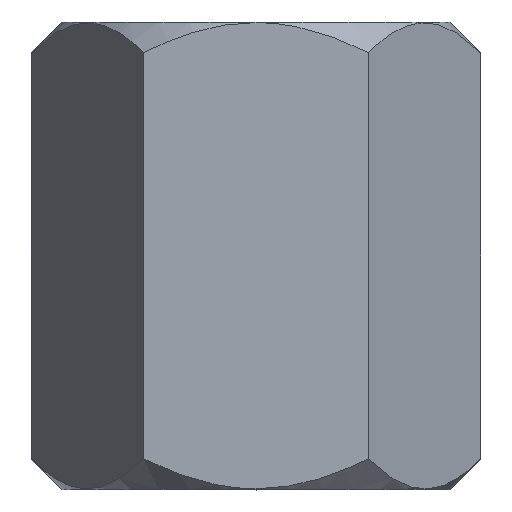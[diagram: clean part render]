
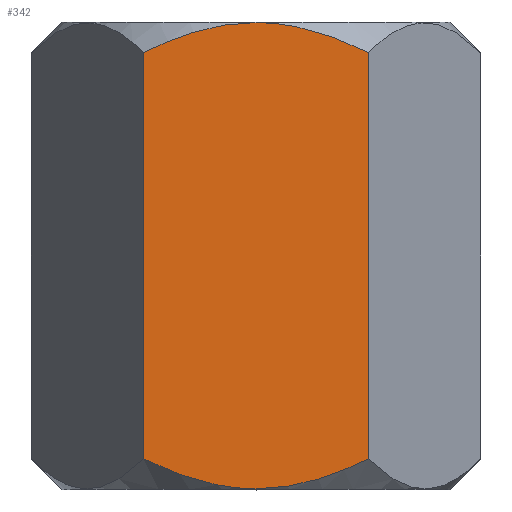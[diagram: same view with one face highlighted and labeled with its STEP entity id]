
A CAD part, top view. The second image highlights one B-rep face of the part: STEP entity #342.
In plain terms, the highlighted planar face has unit normal (0, 0, 1).
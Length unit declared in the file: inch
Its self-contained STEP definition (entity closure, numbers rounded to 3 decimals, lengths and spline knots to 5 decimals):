
#2 = B_SPLINE_CURVE_WITH_KNOTS ( 'NONE', 3,
 ( #664, #666, #657, #656, #655, #654 ),
 .UNSPECIFIED., .F., .F.,
 ( 4, 2, 4 ),
 ( 0.00146, 0.00217, 0.00289 ),
 .UNSPECIFIED. ) ;
#10 = B_SPLINE_CURVE_WITH_KNOTS ( 'NONE', 3,
 ( #638, #636, #620, #619, #618, #617 ),
 .UNSPECIFIED., .F., .F.,
 ( 4, 2, 4 ),
 ( 0.00321, 0.00392, 0.00463 ),
 .UNSPECIFIED. ) ;
#19 = B_SPLINE_CURVE_WITH_KNOTS ( 'NONE', 3,
 ( #515, #516, #500, #498, #497, #494 ),
 .UNSPECIFIED., .F., .F.,
 ( 4, 2, 4 ),
 ( 0.00178, 0.00249, 0.00321 ),
 .UNSPECIFIED. ) ;
#23 = B_SPLINE_CURVE_WITH_KNOTS ( 'NONE', 3,
 ( #501, #502, #488, #487, #486, #485 ),
 .UNSPECIFIED., .F., .F.,
 ( 4, 2, 4 ),
 ( 0.00289, 0.0036, 0.00431 ),
 .UNSPECIFIED. ) ;
#35 = ORIENTED_EDGE ( 'NONE', *, *, #300, .T. ) ;
#73 = VERTEX_POINT ( 'NONE', #567 ) ;
#78 = EDGE_LOOP ( 'NONE', ( #83, #132, #109, #89, #35, #156 ) ) ;
#83 = ORIENTED_EDGE ( 'NONE', *, *, #320, .T. ) ;
#87 = FACE_OUTER_BOUND ( 'NONE', #78, .T. ) ;
#89 = ORIENTED_EDGE ( 'NONE', *, *, #323, .F. ) ;
#90 = VERTEX_POINT ( 'NONE', #529 ) ;
#100 = VERTEX_POINT ( 'NONE', #569 ) ;
#109 = ORIENTED_EDGE ( 'NONE', *, *, #303, .T. ) ;
#120 = VERTEX_POINT ( 'NONE', #520 ) ;
#132 = ORIENTED_EDGE ( 'NONE', *, *, #322, .T. ) ;
#138 = VERTEX_POINT ( 'NONE', #571 ) ;
#156 = ORIENTED_EDGE ( 'NONE', *, *, #324, .T. ) ;
#167 = VECTOR ( 'NONE', #492, 39.37008 ) ;
#170 = VECTOR ( 'NONE', #519, 39.37008 ) ;
#171 = LINE ( 'NONE', #521, #170 ) ;
#184 = LINE ( 'NONE', #493, #167 ) ;
#226 = VERTEX_POINT ( 'NONE', #489 ) ;
#252 = AXIS2_PLACEMENT_3D ( 'NONE', #411, #398, #397 ) ;
#300 = EDGE_CURVE ( 'NONE', #138, #90, #2, .T. ) ;
#303 = EDGE_CURVE ( 'NONE', #73, #120, #10, .T. ) ;
#320 = EDGE_CURVE ( 'NONE', #226, #100, #171, .T. ) ;
#322 = EDGE_CURVE ( 'NONE', #100, #73, #19, .T. ) ;
#323 = EDGE_CURVE ( 'NONE', #138, #120, #184, .T. ) ;
#324 = EDGE_CURVE ( 'NONE', #90, #226, #23, .T. ) ;
#342 = ADVANCED_FACE ( 'NONE', ( #87 ), #400, .T. ) ;
#397 = DIRECTION ( 'NONE',  ( 1., 0., 0. ) ) ;
#398 = DIRECTION ( 'NONE',  ( 0., 0., 1. ) ) ;
#400 = PLANE ( 'NONE',  #252 ) ;
#411 = CARTESIAN_POINT ( 'NONE',  ( 0.05413, 0.1125, 0.09375 ) ) ;
#485 = CARTESIAN_POINT ( 'NONE',  ( -0.05413, 0.09775, 0.09375 ) ) ;
#486 = CARTESIAN_POINT ( 'NONE',  ( -0.04573, 0.10194, 0.09375 ) ) ;
#487 = CARTESIAN_POINT ( 'NONE',  ( -0.0369, 0.10562, 0.09375 ) ) ;
#488 = CARTESIAN_POINT ( 'NONE',  ( -0.01884, 0.11077, 0.09375 ) ) ;
#489 = CARTESIAN_POINT ( 'NONE',  ( -0.05413, 0.09775, 0.09375 ) ) ;
#492 = DIRECTION ( 'NONE',  ( 0., -1., 0. ) ) ;
#493 = CARTESIAN_POINT ( 'NONE',  ( 0.05413, 0.1125, 0.09375 ) ) ;
#494 = CARTESIAN_POINT ( 'NONE',  ( 0., -0.11225, 0.09375 ) ) ;
#497 = CARTESIAN_POINT ( 'NONE',  ( -0.00951, -0.11225, 0.09375 ) ) ;
#498 = CARTESIAN_POINT ( 'NONE',  ( -0.01884, -0.11077, 0.09375 ) ) ;
#500 = CARTESIAN_POINT ( 'NONE',  ( -0.0369, -0.10562, 0.09375 ) ) ;
#501 = CARTESIAN_POINT ( 'NONE',  ( 0., 0.11225, 0.09375 ) ) ;
#502 = CARTESIAN_POINT ( 'NONE',  ( -0.00951, 0.11225, 0.09375 ) ) ;
#515 = CARTESIAN_POINT ( 'NONE',  ( -0.05413, -0.09775, 0.09375 ) ) ;
#516 = CARTESIAN_POINT ( 'NONE',  ( -0.04573, -0.10194, 0.09375 ) ) ;
#519 = DIRECTION ( 'NONE',  ( 0., -1., 0. ) ) ;
#520 = CARTESIAN_POINT ( 'NONE',  ( 0.05413, -0.09775, 0.09375 ) ) ;
#521 = CARTESIAN_POINT ( 'NONE',  ( -0.05413, 0.1125, 0.09375 ) ) ;
#529 = CARTESIAN_POINT ( 'NONE',  ( 0., 0.11225, 0.09375 ) ) ;
#567 = CARTESIAN_POINT ( 'NONE',  ( 0., -0.11225, 0.09375 ) ) ;
#569 = CARTESIAN_POINT ( 'NONE',  ( -0.05413, -0.09775, 0.09375 ) ) ;
#571 = CARTESIAN_POINT ( 'NONE',  ( 0.05413, 0.09775, 0.09375 ) ) ;
#617 = CARTESIAN_POINT ( 'NONE',  ( 0.05413, -0.09775, 0.09375 ) ) ;
#618 = CARTESIAN_POINT ( 'NONE',  ( 0.04575, -0.10194, 0.09375 ) ) ;
#619 = CARTESIAN_POINT ( 'NONE',  ( 0.03694, -0.10561, 0.09375 ) ) ;
#620 = CARTESIAN_POINT ( 'NONE',  ( 0.01879, -0.11078, 0.09375 ) ) ;
#636 = CARTESIAN_POINT ( 'NONE',  ( 0.00952, -0.11225, 0.09375 ) ) ;
#638 = CARTESIAN_POINT ( 'NONE',  ( 0., -0.11225, 0.09375 ) ) ;
#654 = CARTESIAN_POINT ( 'NONE',  ( 0., 0.11225, 0.09375 ) ) ;
#655 = CARTESIAN_POINT ( 'NONE',  ( 0.00952, 0.11225, 0.09375 ) ) ;
#656 = CARTESIAN_POINT ( 'NONE',  ( 0.01879, 0.11078, 0.09375 ) ) ;
#657 = CARTESIAN_POINT ( 'NONE',  ( 0.03694, 0.10561, 0.09375 ) ) ;
#664 = CARTESIAN_POINT ( 'NONE',  ( 0.05413, 0.09775, 0.09375 ) ) ;
#666 = CARTESIAN_POINT ( 'NONE',  ( 0.04575, 0.10194, 0.09375 ) ) ;
